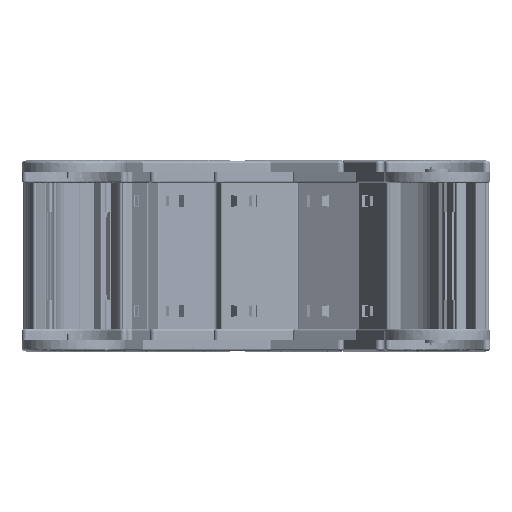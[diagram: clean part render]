
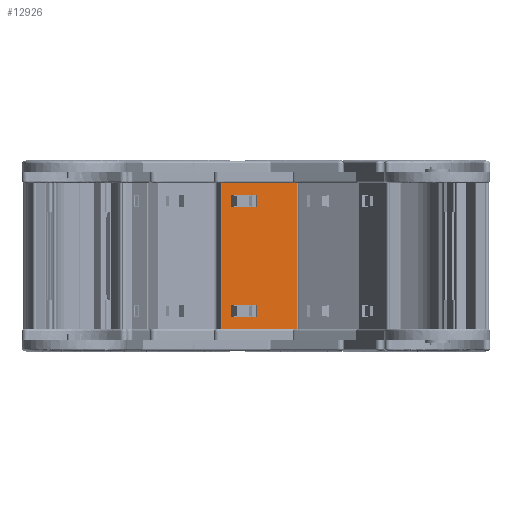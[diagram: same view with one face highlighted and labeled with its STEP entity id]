
A CAD part, left-side view. The second image highlights one B-rep face of the part: STEP entity #12926.
In plain terms, the highlighted face is planar.
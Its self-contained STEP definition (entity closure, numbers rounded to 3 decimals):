
#325 = ORIENTED_EDGE ( 'NONE', *, *, #23269, .F. ) ;
#409 = EDGE_CURVE ( 'NONE', #5050, #11077, #10529, .T. ) ;
#1181 = VERTEX_POINT ( 'NONE', #21149 ) ;
#1760 = LINE ( 'NONE', #8167, #4913 ) ;
#1865 = CARTESIAN_POINT ( 'NONE',  ( -39.28, 200.254, -1.503 ) ) ;
#1907 = ORIENTED_EDGE ( 'NONE', *, *, #5387, .T. ) ;
#2175 = VECTOR ( 'NONE', #9229, 1000. ) ;
#2275 = CARTESIAN_POINT ( 'NONE',  ( -75.76, 200.254, 72.247 ) ) ;
#2627 = ORIENTED_EDGE ( 'NONE', *, *, #10495, .F. ) ;
#2849 = DIRECTION ( 'NONE',  ( -1., 0., 0. ) ) ;
#3403 = FACE_OUTER_BOUND ( 'NONE', #29832, .T. ) ;
#3575 = LINE ( 'NONE', #17733, #25702 ) ;
#3723 = CARTESIAN_POINT ( 'NONE',  ( -39.28, 200.254, -102.622 ) ) ;
#4828 = CARTESIAN_POINT ( 'NONE',  ( -61.76, 200.254, 72.247 ) ) ;
#4913 = VECTOR ( 'NONE', #25500, 1000. ) ;
#5050 = VERTEX_POINT ( 'NONE', #2275 ) ;
#5053 = VECTOR ( 'NONE', #24641, 1000. ) ;
#5179 = CARTESIAN_POINT ( 'NONE',  ( -39.28, 200.254, -102.622 ) ) ;
#5387 = EDGE_CURVE ( 'NONE', #31632, #15490, #11033, .T. ) ;
#5443 = VERTEX_POINT ( 'NONE', #29459 ) ;
#7811 = VECTOR ( 'NONE', #24895, 1000. ) ;
#8167 = CARTESIAN_POINT ( 'NONE',  ( -61.76, 200.254, 65.947 ) ) ;
#8252 = EDGE_CURVE ( 'NONE', #11754, #16615, #9373, .T. ) ;
#9229 = DIRECTION ( 'NONE',  ( 1., 0., 0. ) ) ;
#9373 = LINE ( 'NONE', #17415, #7811 ) ;
#9925 = DIRECTION ( 'NONE',  ( 1., 0., 0. ) ) ;
#9963 = PLANE ( 'NONE',  #28506 ) ;
#10495 = EDGE_CURVE ( 'NONE', #5443, #1181, #16657, .T. ) ;
#10529 = LINE ( 'NONE', #32120, #16309 ) ;
#10865 = EDGE_CURVE ( 'NONE', #31632, #21564, #19769, .T. ) ;
#10922 = DIRECTION ( 'NONE',  ( 0., 0., 1. ) ) ;
#11033 = LINE ( 'NONE', #27186, #31564 ) ;
#11077 = VERTEX_POINT ( 'NONE', #4828 ) ;
#11754 = VERTEX_POINT ( 'NONE', #17462 ) ;
#12150 = EDGE_CURVE ( 'NONE', #21564, #21653, #23569, .T. ) ;
#12241 = DIRECTION ( 'NONE',  ( 0., 0., -1. ) ) ;
#12593 = VECTOR ( 'NONE', #20331, 1000. ) ;
#12926 = ADVANCED_FACE ( 'NONE', ( #15049, #3403, #25536 ), #9963, .F. ) ;
#14416 = CARTESIAN_POINT ( 'NONE',  ( -39.28, 200.254, 78.997 ) ) ;
#14911 = ORIENTED_EDGE ( 'NONE', *, *, #8252, .F. ) ;
#14999 = EDGE_CURVE ( 'NONE', #11077, #16769, #1760, .T. ) ;
#15049 = FACE_BOUND ( 'NONE', #26929, .T. ) ;
#15302 = ORIENTED_EDGE ( 'NONE', *, *, #10865, .F. ) ;
#15490 = VERTEX_POINT ( 'NONE', #32075 ) ;
#15611 = ORIENTED_EDGE ( 'NONE', *, *, #20148, .F. ) ;
#15690 = LINE ( 'NONE', #17734, #12593 ) ;
#15709 = CARTESIAN_POINT ( 'NONE',  ( -75.76, 200.254, 5.247 ) ) ;
#15842 = ORIENTED_EDGE ( 'NONE', *, *, #12150, .F. ) ;
#16047 = ORIENTED_EDGE ( 'NONE', *, *, #409, .F. ) ;
#16309 = VECTOR ( 'NONE', #9925, 1000. ) ;
#16615 = VERTEX_POINT ( 'NONE', #15709 ) ;
#16657 = LINE ( 'NONE', #24374, #20172 ) ;
#16769 = VERTEX_POINT ( 'NONE', #19055 ) ;
#17001 = DIRECTION ( 'NONE',  ( 1., 0., 0. ) ) ;
#17415 = CARTESIAN_POINT ( 'NONE',  ( -61.76, 200.254, 5.247 ) ) ;
#17462 = CARTESIAN_POINT ( 'NONE',  ( -61.76, 200.254, 5.247 ) ) ;
#17733 = CARTESIAN_POINT ( 'NONE',  ( -75.76, 200.254, 65.947 ) ) ;
#17734 = CARTESIAN_POINT ( 'NONE',  ( -75.76, 200.254, 72.247 ) ) ;
#17797 = VECTOR ( 'NONE', #12241, 1000. ) ;
#18902 = LINE ( 'NONE', #14416, #2175 ) ;
#19055 = CARTESIAN_POINT ( 'NONE',  ( -61.76, 200.254, 65.947 ) ) ;
#19325 = VECTOR ( 'NONE', #10922, 1000. ) ;
#19357 = VERTEX_POINT ( 'NONE', #21730 ) ;
#19727 = DIRECTION ( 'NONE',  ( 0., 0., 1. ) ) ;
#19769 = LINE ( 'NONE', #1865, #29812 ) ;
#19816 = LINE ( 'NONE', #31993, #5053 ) ;
#19836 = ORIENTED_EDGE ( 'NONE', *, *, #28591, .F. ) ;
#20148 = EDGE_CURVE ( 'NONE', #19357, #5050, #15690, .T. ) ;
#20172 = VECTOR ( 'NONE', #17001, 1000. ) ;
#20331 = DIRECTION ( 'NONE',  ( 0., 0., 1. ) ) ;
#20602 = CARTESIAN_POINT ( 'NONE',  ( -39.28, 200.254, 78.997 ) ) ;
#21149 = CARTESIAN_POINT ( 'NONE',  ( -61.76, 200.254, 11.547 ) ) ;
#21564 = VERTEX_POINT ( 'NONE', #30882 ) ;
#21653 = VERTEX_POINT ( 'NONE', #20602 ) ;
#21730 = CARTESIAN_POINT ( 'NONE',  ( -75.76, 200.254, 65.947 ) ) ;
#21769 = DIRECTION ( 'NONE',  ( 1., 0., 0. ) ) ;
#23269 = EDGE_CURVE ( 'NONE', #16769, #19357, #3575, .T. ) ;
#23569 = LINE ( 'NONE', #3723, #19325 ) ;
#24180 = ORIENTED_EDGE ( 'NONE', *, *, #26272, .F. ) ;
#24374 = CARTESIAN_POINT ( 'NONE',  ( -75.76, 200.254, 11.547 ) ) ;
#24431 = ORIENTED_EDGE ( 'NONE', *, *, #14999, .F. ) ;
#24613 = CARTESIAN_POINT ( 'NONE',  ( -61.76, 200.254, 11.547 ) ) ;
#24641 = DIRECTION ( 'NONE',  ( 0., 0., 1. ) ) ;
#24731 = CARTESIAN_POINT ( 'NONE',  ( -80.98, 200.254, -1.503 ) ) ;
#24895 = DIRECTION ( 'NONE',  ( -1., 0., 0. ) ) ;
#25500 = DIRECTION ( 'NONE',  ( 0., 0., -1. ) ) ;
#25536 = FACE_BOUND ( 'NONE', #25792, .T. ) ;
#25702 = VECTOR ( 'NONE', #2849, 1000. ) ;
#25792 = EDGE_LOOP ( 'NONE', ( #2627, #24180, #14911, #19836 ) ) ;
#26272 = EDGE_CURVE ( 'NONE', #16615, #5443, #19816, .T. ) ;
#26750 = DIRECTION ( 'NONE',  ( 0., 0., 1. ) ) ;
#26929 = EDGE_LOOP ( 'NONE', ( #15611, #325, #24431, #16047 ) ) ;
#27186 = CARTESIAN_POINT ( 'NONE',  ( -80.98, 200.254, -102.622 ) ) ;
#28506 = AXIS2_PLACEMENT_3D ( 'NONE', #5179, #29875, #19727 ) ;
#28591 = EDGE_CURVE ( 'NONE', #1181, #11754, #30924, .T. ) ;
#29459 = CARTESIAN_POINT ( 'NONE',  ( -75.76, 200.254, 11.547 ) ) ;
#29550 = EDGE_CURVE ( 'NONE', #15490, #21653, #18902, .T. ) ;
#29812 = VECTOR ( 'NONE', #21769, 1000. ) ;
#29832 = EDGE_LOOP ( 'NONE', ( #15842, #15302, #1907, #31694 ) ) ;
#29875 = DIRECTION ( 'NONE',  ( 0., -1., 0. ) ) ;
#30882 = CARTESIAN_POINT ( 'NONE',  ( -39.28, 200.254, -1.503 ) ) ;
#30924 = LINE ( 'NONE', #24613, #17797 ) ;
#31564 = VECTOR ( 'NONE', #26750, 1000. ) ;
#31632 = VERTEX_POINT ( 'NONE', #24731 ) ;
#31694 = ORIENTED_EDGE ( 'NONE', *, *, #29550, .T. ) ;
#31993 = CARTESIAN_POINT ( 'NONE',  ( -75.76, 200.254, 5.247 ) ) ;
#32075 = CARTESIAN_POINT ( 'NONE',  ( -80.98, 200.254, 78.997 ) ) ;
#32120 = CARTESIAN_POINT ( 'NONE',  ( -61.76, 200.254, 72.247 ) ) ;
